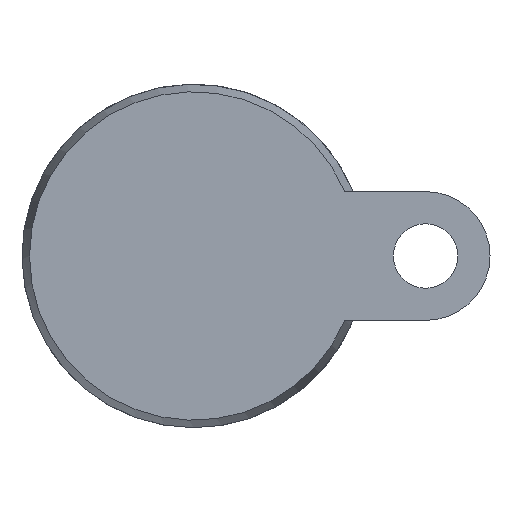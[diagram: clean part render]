
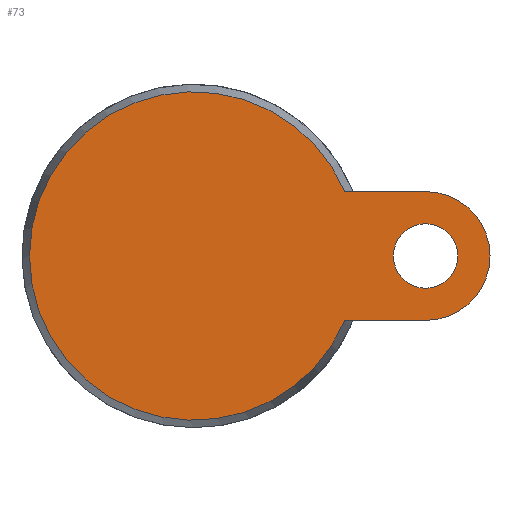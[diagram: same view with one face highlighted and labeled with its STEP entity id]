
A CAD part, front view. The second image highlights one B-rep face of the part: STEP entity #73.
In plain terms, the highlighted planar face has unit normal (0, -1, 0).
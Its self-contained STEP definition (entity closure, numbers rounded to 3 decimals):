
#73 = ADVANCED_FACE( '', ( #183, #184 ), #185, .F. );
#183 = FACE_BOUND( '', #342, .T. );
#184 = FACE_OUTER_BOUND( '', #343, .T. );
#185 = PLANE( '', #344 );
#342 = EDGE_LOOP( '', ( #535 ) );
#343 = EDGE_LOOP( '', ( #536, #537, #538, #539 ) );
#344 = AXIS2_PLACEMENT_3D( '', #540, #541, #542 );
#535 = ORIENTED_EDGE( '', *, *, #878, .T. );
#536 = ORIENTED_EDGE( '', *, *, #879, .F. );
#537 = ORIENTED_EDGE( '', *, *, #880, .T. );
#538 = ORIENTED_EDGE( '', *, *, #881, .F. );
#539 = ORIENTED_EDGE( '', *, *, #882, .F. );
#540 = CARTESIAN_POINT( '', ( 38.25, 0., 0. ) );
#541 = DIRECTION( '', ( 0., 1., 0. ) );
#542 = DIRECTION( '', ( 0., 0., 1. ) );
#878 = EDGE_CURVE( '', #1014, #1014, #1015, .T. );
#879 = EDGE_CURVE( '', #1016, #1017, #1018, .T. );
#880 = EDGE_CURVE( '', #1016, #1019, #1020, .T. );
#881 = EDGE_CURVE( '', #1021, #1019, #1022, .T. );
#882 = EDGE_CURVE( '', #1017, #1021, #1023, .T. );
#1014 = VERTEX_POINT( '', #1215 );
#1015 = CIRCLE( '', #1216, 7.5 );
#1016 = VERTEX_POINT( '', #1217 );
#1017 = VERTEX_POINT( '', #1218 );
#1018 = LINE( '', #1219, #1220 );
#1019 = VERTEX_POINT( '', #1221 );
#1020 = CIRCLE( '', #1222, 38.25 );
#1021 = VERTEX_POINT( '', #1223 );
#1022 = LINE( '', #1224, #1225 );
#1023 = CIRCLE( '', #1226, 15. );
#1215 = CARTESIAN_POINT( '', ( 61.5, 0., 0. ) );
#1216 = AXIS2_PLACEMENT_3D( '', #1568, #1569, #1570 );
#1217 = CARTESIAN_POINT( '', ( 35.186, 0., 15. ) );
#1218 = CARTESIAN_POINT( '', ( 54., 0., 15. ) );
#1219 = CARTESIAN_POINT( '', ( 0., 0., 15. ) );
#1220 = VECTOR( '', #1571, 1000. );
#1221 = CARTESIAN_POINT( '', ( 35.186, 0., -15. ) );
#1222 = AXIS2_PLACEMENT_3D( '', #1572, #1573, #1574 );
#1223 = CARTESIAN_POINT( '', ( 54., 0., -15. ) );
#1224 = CARTESIAN_POINT( '', ( 54., 0., -15. ) );
#1225 = VECTOR( '', #1575, 1000. );
#1226 = AXIS2_PLACEMENT_3D( '', #1576, #1577, #1578 );
#1568 = CARTESIAN_POINT( '', ( 54., 0., 0. ) );
#1569 = DIRECTION( '', ( 0., 1., 0. ) );
#1570 = DIRECTION( '', ( 1., 0., 0. ) );
#1571 = DIRECTION( '', ( 1., 0., 0. ) );
#1572 = CARTESIAN_POINT( '', ( 0., 0., 0. ) );
#1573 = DIRECTION( '', ( 0., -1., 0. ) );
#1574 = DIRECTION( '', ( 0., 0., -1. ) );
#1575 = DIRECTION( '', ( -1., 0., 0. ) );
#1576 = CARTESIAN_POINT( '', ( 54., 0., 0. ) );
#1577 = DIRECTION( '', ( 0., 1., 0. ) );
#1578 = DIRECTION( '', ( 1., 0., 0. ) );
